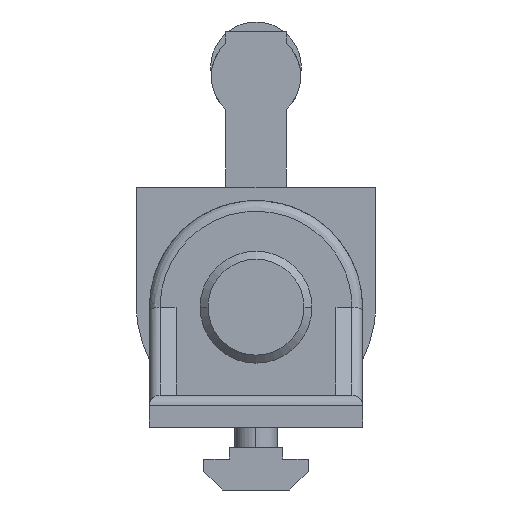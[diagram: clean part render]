
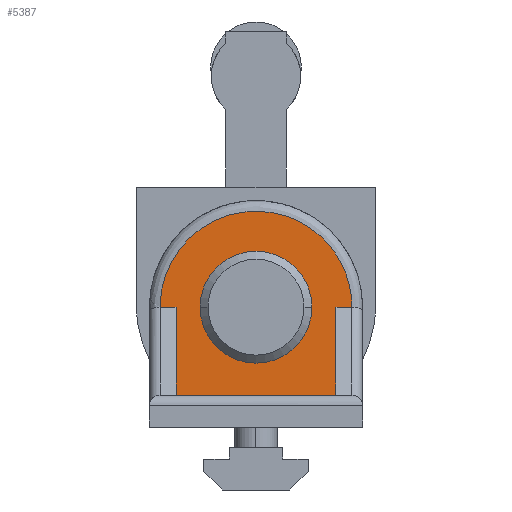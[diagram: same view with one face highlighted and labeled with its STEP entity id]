
A CAD part, left-side view. The second image highlights one B-rep face of the part: STEP entity #5387.
In plain terms, the highlighted planar face has unit normal (-1, 0, 0).
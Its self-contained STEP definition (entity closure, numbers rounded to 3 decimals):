
#90 = LINE ( 'NONE', #1149, #5248 ) ;
#112 = EDGE_CURVE ( 'NONE', #6264, #183, #3469, .T. ) ;
#183 = VERTEX_POINT ( 'NONE', #2148 ) ;
#366 = ORIENTED_EDGE ( 'NONE', *, *, #1485, .F. ) ;
#391 = CARTESIAN_POINT ( 'NONE',  ( -51., 15., 0. ) ) ;
#402 = CARTESIAN_POINT ( 'NONE',  ( -51., -20., 0. ) ) ;
#671 = CARTESIAN_POINT ( 'NONE',  ( -51., 0., -10.5 ) ) ;
#674 = CARTESIAN_POINT ( 'NONE',  ( -51., -15., -16.5 ) ) ;
#701 = AXIS2_PLACEMENT_3D ( 'NONE', #5385, #2426, #1494 ) ;
#943 = DIRECTION ( 'NONE',  ( 1., 0., 0. ) ) ;
#1149 = CARTESIAN_POINT ( 'NONE',  ( -51., -15., 0. ) ) ;
#1166 = EDGE_CURVE ( 'NONE', #3468, #1436, #3157, .T. ) ;
#1215 = EDGE_CURVE ( 'NONE', #5301, #1861, #2219, .T. ) ;
#1260 = ORIENTED_EDGE ( 'NONE', *, *, #112, .F. ) ;
#1350 = CARTESIAN_POINT ( 'NONE',  ( -51., 18., 36. ) ) ;
#1413 = CARTESIAN_POINT ( 'NONE',  ( -51., -15., 0. ) ) ;
#1436 = VERTEX_POINT ( 'NONE', #3853 ) ;
#1485 = EDGE_CURVE ( 'NONE', #183, #6104, #5454, .T. ) ;
#1494 = DIRECTION ( 'NONE',  ( 0., 0., 1. ) ) ;
#1600 = VECTOR ( 'NONE', #4774, 1000. ) ;
#1619 = EDGE_LOOP ( 'NONE', ( #4264, #5059, #4950, #366, #1260, #5208 ) ) ;
#1675 = DIRECTION ( 'NONE',  ( 1., 0., 0. ) ) ;
#1823 = CARTESIAN_POINT ( 'NONE',  ( -51., 18., 0. ) ) ;
#1824 = DIRECTION ( 'NONE',  ( 0., 1., 0. ) ) ;
#1861 = VERTEX_POINT ( 'NONE', #671 ) ;
#1911 = CARTESIAN_POINT ( 'NONE',  ( -51., 0., 0. ) ) ;
#1928 = VECTOR ( 'NONE', #5075, 1000. ) ;
#2000 = VERTEX_POINT ( 'NONE', #2061 ) ;
#2061 = CARTESIAN_POINT ( 'NONE',  ( -51., 15., 0. ) ) ;
#2148 = CARTESIAN_POINT ( 'NONE',  ( -51., -18., 0. ) ) ;
#2219 = CIRCLE ( 'NONE', #2494, 10.5 ) ;
#2229 = CARTESIAN_POINT ( 'NONE',  ( -51., -20., 0. ) ) ;
#2282 = AXIS2_PLACEMENT_3D ( 'NONE', #1911, #943, #2391 ) ;
#2391 = DIRECTION ( 'NONE',  ( 0., 0., -1. ) ) ;
#2426 = DIRECTION ( 'NONE',  ( -1., 0., 0. ) ) ;
#2494 = AXIS2_PLACEMENT_3D ( 'NONE', #4636, #1675, #5118 ) ;
#2633 = ORIENTED_EDGE ( 'NONE', *, *, #1215, .T. ) ;
#2845 = CARTESIAN_POINT ( 'NONE',  ( -51., -18., 0. ) ) ;
#3106 = EDGE_LOOP ( 'NONE', ( #5900, #2633 ) ) ;
#3157 = LINE ( 'NONE', #4048, #1928 ) ;
#3218 = VECTOR ( 'NONE', #1824, 1000. ) ;
#3468 = VERTEX_POINT ( 'NONE', #674 ) ;
#3469 =( BOUNDED_CURVE ( )  B_SPLINE_CURVE ( 3, ( #1823, #1350, #3852, #2845 ),
 .UNSPECIFIED., .F., .T. ) 
 B_SPLINE_CURVE_WITH_KNOTS ( ( 4, 4 ),
 ( 0., 1. ),
 .UNSPECIFIED. ) 
 CURVE ( )  GEOMETRIC_REPRESENTATION_ITEM ( )  RATIONAL_B_SPLINE_CURVE ( ( 1., 0.333, 0.333, 1. ) ) 
 REPRESENTATION_ITEM ( '' )  );
#3759 = EDGE_CURVE ( 'NONE', #1861, #5301, #5652, .T. ) ;
#3852 = CARTESIAN_POINT ( 'NONE',  ( -51., -18., 36. ) ) ;
#3853 = CARTESIAN_POINT ( 'NONE',  ( -51., 15., -16.5 ) ) ;
#4048 = CARTESIAN_POINT ( 'NONE',  ( -51., -20., -16.5 ) ) ;
#4064 = DIRECTION ( 'NONE',  ( 0., 0., 1. ) ) ;
#4153 = FACE_OUTER_BOUND ( 'NONE', #1619, .T. ) ;
#4238 = EDGE_CURVE ( 'NONE', #2000, #6264, #4569, .T. ) ;
#4264 = ORIENTED_EDGE ( 'NONE', *, *, #5945, .T. ) ;
#4400 = PLANE ( 'NONE',  #701 ) ;
#4569 = LINE ( 'NONE', #2229, #4646 ) ;
#4581 = EDGE_CURVE ( 'NONE', #3468, #6104, #90, .T. ) ;
#4636 = CARTESIAN_POINT ( 'NONE',  ( -51., 0., 0. ) ) ;
#4646 = VECTOR ( 'NONE', #6166, 1000. ) ;
#4774 = DIRECTION ( 'NONE',  ( 0., 0., -1. ) ) ;
#4950 = ORIENTED_EDGE ( 'NONE', *, *, #4581, .T. ) ;
#5011 = FACE_BOUND ( 'NONE', #3106, .T. ) ;
#5059 = ORIENTED_EDGE ( 'NONE', *, *, #1166, .F. ) ;
#5075 = DIRECTION ( 'NONE',  ( 0., 1., 0. ) ) ;
#5118 = DIRECTION ( 'NONE',  ( 0., 0., -1. ) ) ;
#5208 = ORIENTED_EDGE ( 'NONE', *, *, #4238, .F. ) ;
#5248 = VECTOR ( 'NONE', #4064, 1000. ) ;
#5301 = VERTEX_POINT ( 'NONE', #6346 ) ;
#5385 = CARTESIAN_POINT ( 'NONE',  ( -51., -20., 0. ) ) ;
#5387 = ADVANCED_FACE ( 'NONE', ( #4153, #5011 ), #4400, .T. ) ;
#5454 = LINE ( 'NONE', #402, #3218 ) ;
#5652 = CIRCLE ( 'NONE', #2282, 10.5 ) ;
#5900 = ORIENTED_EDGE ( 'NONE', *, *, #3759, .T. ) ;
#5945 = EDGE_CURVE ( 'NONE', #2000, #1436, #6208, .T. ) ;
#6104 = VERTEX_POINT ( 'NONE', #1413 ) ;
#6166 = DIRECTION ( 'NONE',  ( 0., 1., 0. ) ) ;
#6208 = LINE ( 'NONE', #391, #1600 ) ;
#6211 = CARTESIAN_POINT ( 'NONE',  ( -51., 18., 0. ) ) ;
#6264 = VERTEX_POINT ( 'NONE', #6211 ) ;
#6346 = CARTESIAN_POINT ( 'NONE',  ( -51., 0., 10.5 ) ) ;
